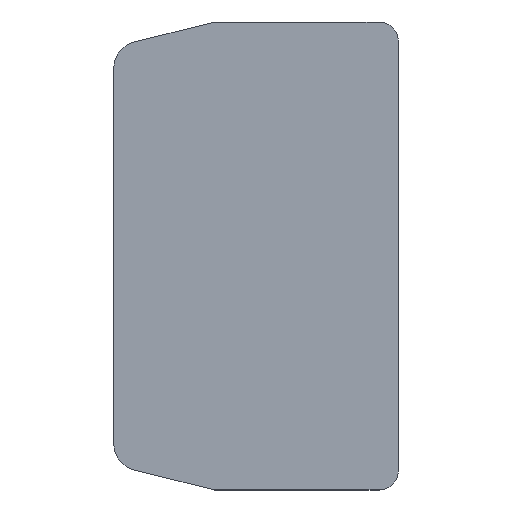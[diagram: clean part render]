
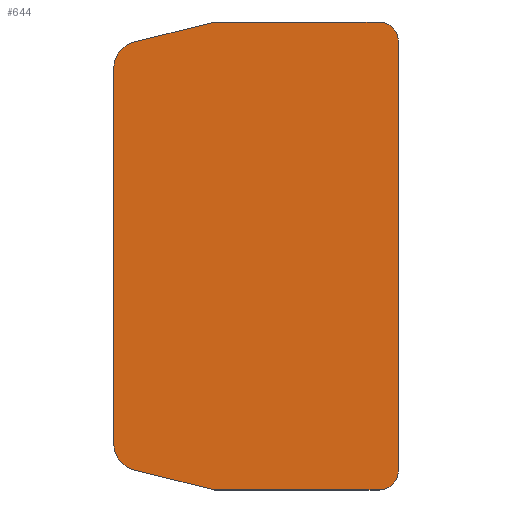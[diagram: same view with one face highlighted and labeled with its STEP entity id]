
A CAD part, top view. The second image highlights one B-rep face of the part: STEP entity #644.
In plain terms, the highlighted planar face has unit normal (0, 0, 1).
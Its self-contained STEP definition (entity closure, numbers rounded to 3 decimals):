
#24=CIRCLE('',#695,3.);
#26=CIRCLE('',#700,4.297);
#28=CIRCLE('',#704,4.3);
#30=CIRCLE('',#709,3.);
#86=FACE_OUTER_BOUND('',#130,.T.);
#130=EDGE_LOOP('',(#495,#496,#497,#498,#499,#500,#501,#502,#503,#504));
#161=LINE('',#976,#219);
#166=LINE('',#989,#224);
#169=LINE('',#995,#227);
#173=LINE('',#1007,#231);
#177=LINE('',#1019,#235);
#180=LINE('',#1025,#238);
#219=VECTOR('',#770,67.212);
#224=VECTOR('',#783,25.75);
#227=VECTOR('',#788,12.867);
#231=VECTOR('',#800,58.67);
#235=VECTOR('',#812,12.835);
#238=VECTOR('',#817,25.783);
#277=VERTEX_POINT('',#973);
#278=VERTEX_POINT('',#975);
#280=VERTEX_POINT('',#981);
#282=VERTEX_POINT('',#987);
#284=VERTEX_POINT('',#993);
#286=VERTEX_POINT('',#999);
#288=VERTEX_POINT('',#1005);
#290=VERTEX_POINT('',#1011);
#292=VERTEX_POINT('',#1017);
#294=VERTEX_POINT('',#1023);
#337=EDGE_CURVE('',#278,#277,#161,.T.);
#341=EDGE_CURVE('',#277,#280,#24,.T.);
#344=EDGE_CURVE('',#280,#282,#166,.T.);
#347=EDGE_CURVE('',#282,#284,#169,.T.);
#350=EDGE_CURVE('',#284,#286,#26,.T.);
#353=EDGE_CURVE('',#286,#288,#173,.T.);
#356=EDGE_CURVE('',#288,#290,#28,.T.);
#359=EDGE_CURVE('',#290,#292,#177,.T.);
#362=EDGE_CURVE('',#292,#294,#180,.T.);
#364=EDGE_CURVE('',#294,#278,#30,.T.);
#495=ORIENTED_EDGE('',*,*,#337,.T.);
#496=ORIENTED_EDGE('',*,*,#341,.T.);
#497=ORIENTED_EDGE('',*,*,#344,.T.);
#498=ORIENTED_EDGE('',*,*,#347,.T.);
#499=ORIENTED_EDGE('',*,*,#350,.T.);
#500=ORIENTED_EDGE('',*,*,#353,.T.);
#501=ORIENTED_EDGE('',*,*,#356,.T.);
#502=ORIENTED_EDGE('',*,*,#359,.T.);
#503=ORIENTED_EDGE('',*,*,#362,.T.);
#504=ORIENTED_EDGE('',*,*,#364,.T.);
#616=PLANE('',#727);
#644=ADVANCED_FACE('',(#86),#616,.T.);
#695=AXIS2_PLACEMENT_3D('',#983,#777,#778);
#700=AXIS2_PLACEMENT_3D('',#1001,#794,#795);
#704=AXIS2_PLACEMENT_3D('',#1013,#806,#807);
#709=AXIS2_PLACEMENT_3D('',#1028,#822,#823);
#727=AXIS2_PLACEMENT_3D('',#1074,#866,#867);
#770=DIRECTION('',(0.,1.,0.));
#777=DIRECTION('center_axis',(0.,0.,1.));
#778=DIRECTION('ref_axis',(1.,0.,0.));
#783=DIRECTION('',(-1.,0.,0.));
#788=DIRECTION('',(-0.971,-0.241,0.));
#794=DIRECTION('center_axis',(0.,0.,1.));
#795=DIRECTION('ref_axis',(-0.241,0.971,0.));
#800=DIRECTION('',(0.,-1.,0.));
#806=DIRECTION('center_axis',(0.,0.,1.));
#807=DIRECTION('ref_axis',(-1.,0.,0.));
#812=DIRECTION('',(0.97,-0.241,0.));
#817=DIRECTION('',(1.,0.,0.));
#822=DIRECTION('center_axis',(0.,0.,1.));
#823=DIRECTION('ref_axis',(0.,-1.,0.));
#866=DIRECTION('center_axis',(0.,0.,1.));
#867=DIRECTION('ref_axis',(1.,0.,0.));
#973=CARTESIAN_POINT('',(44.5,33.606,2.5));
#975=CARTESIAN_POINT('',(44.5,-33.606,2.5));
#976=CARTESIAN_POINT('',(44.5,-33.606,2.5));
#981=CARTESIAN_POINT('',(41.5,36.606,2.5));
#983=CARTESIAN_POINT('Origin',(41.5,33.606,2.5));
#987=CARTESIAN_POINT('',(15.75,36.606,2.5));
#989=CARTESIAN_POINT('',(41.5,36.606,2.5));
#993=CARTESIAN_POINT('',(3.262,33.505,2.5));
#995=CARTESIAN_POINT('',(15.75,36.606,2.5));
#999=CARTESIAN_POINT('',(0.,29.335,2.5));
#1001=CARTESIAN_POINT('Origin',(4.297,29.335,2.5));
#1005=CARTESIAN_POINT('',(0.,-29.335,2.5));
#1007=CARTESIAN_POINT('',(0.,29.335,2.5));
#1011=CARTESIAN_POINT('',(3.262,-33.508,2.5));
#1013=CARTESIAN_POINT('Origin',(4.3,-29.335,2.5));
#1017=CARTESIAN_POINT('',(15.717,-36.606,2.5));
#1019=CARTESIAN_POINT('',(3.262,-33.508,2.5));
#1023=CARTESIAN_POINT('',(41.5,-36.606,2.5));
#1025=CARTESIAN_POINT('',(15.717,-36.606,2.5));
#1028=CARTESIAN_POINT('Origin',(41.5,-33.606,2.5));
#1074=CARTESIAN_POINT('Origin',(-4.45,-43.927,2.5));
